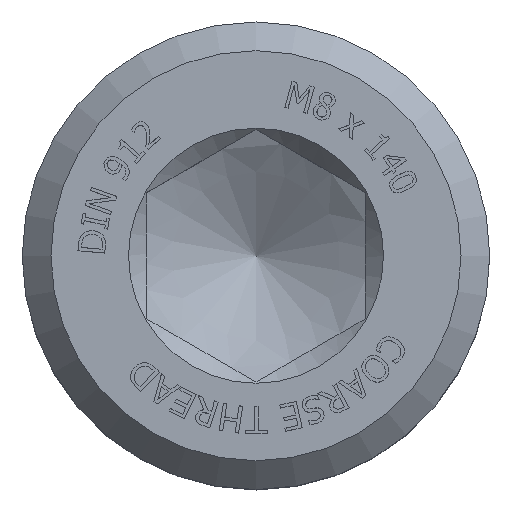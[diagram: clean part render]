
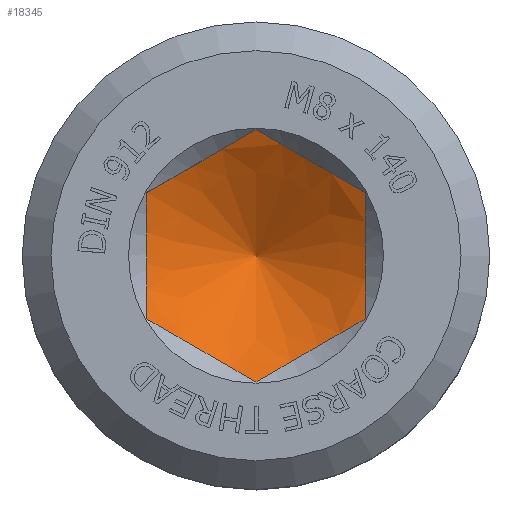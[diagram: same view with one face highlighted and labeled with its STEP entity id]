
A CAD part, top view. The second image highlights one B-rep face of the part: STEP entity #18345.
In plain terms, the highlighted conical face has half-angle 60 degrees and reference radius 2.6 mm.
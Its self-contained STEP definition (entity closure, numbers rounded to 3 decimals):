
#17973=CARTESIAN_POINT('',(0.,3.51,-4.0));
#17974=VERTEX_POINT('',#17973);
#17981=CARTESIAN_POINT('',(3.04,1.755,-4.0));
#17982=VERTEX_POINT('',#17981);
#17983=CARTESIAN_POINT('',(3.04,1.755,-4.0));
#17984=CARTESIAN_POINT('',(1.52,2.633,-4.507));
#17985=CARTESIAN_POINT('',(0.,3.51,-4.0));
#17993=(BOUNDED_CURVE()B_SPLINE_CURVE(2,(#17983,#17984,#17985),.UNSPECIFIED.,.F.,.U.)B_SPLINE_CURVE_WITH_KNOTS((3,3),(0.21,0.67),.UNSPECIFIED.)CURVE()GEOMETRIC_REPRESENTATION_ITEM()RATIONAL_B_SPLINE_CURVE((1.258,1.453,1.258))REPRESENTATION_ITEM(''));
#17994=EDGE_CURVE('',#17982,#17974,#17993,.T.);
#18011=CARTESIAN_POINT('',(-3.04,1.755,-4.0));
#18012=VERTEX_POINT('',#18011);
#18019=CARTESIAN_POINT('',(0.,3.51,-4.0));
#18020=CARTESIAN_POINT('',(-1.52,2.633,-4.507));
#18021=CARTESIAN_POINT('',(-3.04,1.755,-4.0));
#18029=(BOUNDED_CURVE()B_SPLINE_CURVE(2,(#18019,#18020,#18021),.UNSPECIFIED.,.F.,.U.)B_SPLINE_CURVE_WITH_KNOTS((3,3),(0.21,0.67),.UNSPECIFIED.)CURVE()GEOMETRIC_REPRESENTATION_ITEM()RATIONAL_B_SPLINE_CURVE((1.258,1.453,1.258))REPRESENTATION_ITEM(''));
#18030=EDGE_CURVE('',#17974,#18012,#18029,.T.);
#18042=CARTESIAN_POINT('',(-3.04,-1.755,-4.0));
#18043=VERTEX_POINT('',#18042);
#18050=CARTESIAN_POINT('',(-3.04,1.755,-4.0));
#18051=CARTESIAN_POINT('',(-3.04,0.,-4.507));
#18052=CARTESIAN_POINT('',(-3.04,-1.755,-4.0));
#18060=(BOUNDED_CURVE()B_SPLINE_CURVE(2,(#18050,#18051,#18052),.UNSPECIFIED.,.F.,.U.)B_SPLINE_CURVE_WITH_KNOTS((3,3),(0.21,0.67),.UNSPECIFIED.)CURVE()GEOMETRIC_REPRESENTATION_ITEM()RATIONAL_B_SPLINE_CURVE((1.258,1.453,1.258))REPRESENTATION_ITEM(''));
#18061=EDGE_CURVE('',#18012,#18043,#18060,.T.);
#18073=CARTESIAN_POINT('',(0.,-3.51,-4.0));
#18074=VERTEX_POINT('',#18073);
#18081=CARTESIAN_POINT('',(-3.04,-1.755,-4.0));
#18082=CARTESIAN_POINT('',(-1.52,-2.633,-4.507));
#18083=CARTESIAN_POINT('',(0.,-3.51,-4.0));
#18091=(BOUNDED_CURVE()B_SPLINE_CURVE(2,(#18081,#18082,#18083),.UNSPECIFIED.,.F.,.U.)B_SPLINE_CURVE_WITH_KNOTS((3,3),(0.21,0.67),.UNSPECIFIED.)CURVE()GEOMETRIC_REPRESENTATION_ITEM()RATIONAL_B_SPLINE_CURVE((1.258,1.453,1.258))REPRESENTATION_ITEM(''));
#18092=EDGE_CURVE('',#18043,#18074,#18091,.T.);
#18104=CARTESIAN_POINT('',(3.04,-1.755,-4.));
#18105=VERTEX_POINT('',#18104);
#18112=CARTESIAN_POINT('',(0.,-3.51,-4.0));
#18113=CARTESIAN_POINT('',(1.52,-2.633,-4.507));
#18114=CARTESIAN_POINT('',(3.04,-1.755,-4.));
#18122=(BOUNDED_CURVE()B_SPLINE_CURVE(2,(#18112,#18113,#18114),.UNSPECIFIED.,.F.,.U.)B_SPLINE_CURVE_WITH_KNOTS((3,3),(0.21,0.67),.UNSPECIFIED.)CURVE()GEOMETRIC_REPRESENTATION_ITEM()RATIONAL_B_SPLINE_CURVE((1.258,1.453,1.258))REPRESENTATION_ITEM(''));
#18123=EDGE_CURVE('',#18074,#18105,#18122,.T.);
#18136=CARTESIAN_POINT('',(3.04,-1.755,-4.));
#18137=CARTESIAN_POINT('',(3.04,0.,-4.507));
#18138=CARTESIAN_POINT('',(3.04,1.755,-4.0));
#18146=(BOUNDED_CURVE()B_SPLINE_CURVE(2,(#18136,#18137,#18138),.UNSPECIFIED.,.F.,.U.)B_SPLINE_CURVE_WITH_KNOTS((3,3),(0.21,0.67),.UNSPECIFIED.)CURVE()GEOMETRIC_REPRESENTATION_ITEM()RATIONAL_B_SPLINE_CURVE((1.258,1.453,1.258))REPRESENTATION_ITEM(''));
#18147=EDGE_CURVE('',#18105,#17982,#18146,.T.);
#18332=CARTESIAN_POINT('',(0.0,0.,-4.526));
#18333=DIRECTION('',(0.0,0.,1.0));
#18334=DIRECTION('',(0.0,1.0,0.0));
#18335=AXIS2_PLACEMENT_3D('',#18332,#18333,#18334);
#18336=CONICAL_SURFACE('',#18335,2.6,60.);
#18337=ORIENTED_EDGE('',*,*,#18061,.T.);
#18338=ORIENTED_EDGE('',*,*,#18092,.T.);
#18339=ORIENTED_EDGE('',*,*,#18123,.T.);
#18340=ORIENTED_EDGE('',*,*,#18147,.T.);
#18341=ORIENTED_EDGE('',*,*,#17994,.T.);
#18342=ORIENTED_EDGE('',*,*,#18030,.T.);
#18343=EDGE_LOOP('',(#18337,#18338,#18339,#18340,#18341,#18342));
#18344=FACE_OUTER_BOUND('',#18343,.T.);
#18345=ADVANCED_FACE('',(#18344),#18336,.F.);
